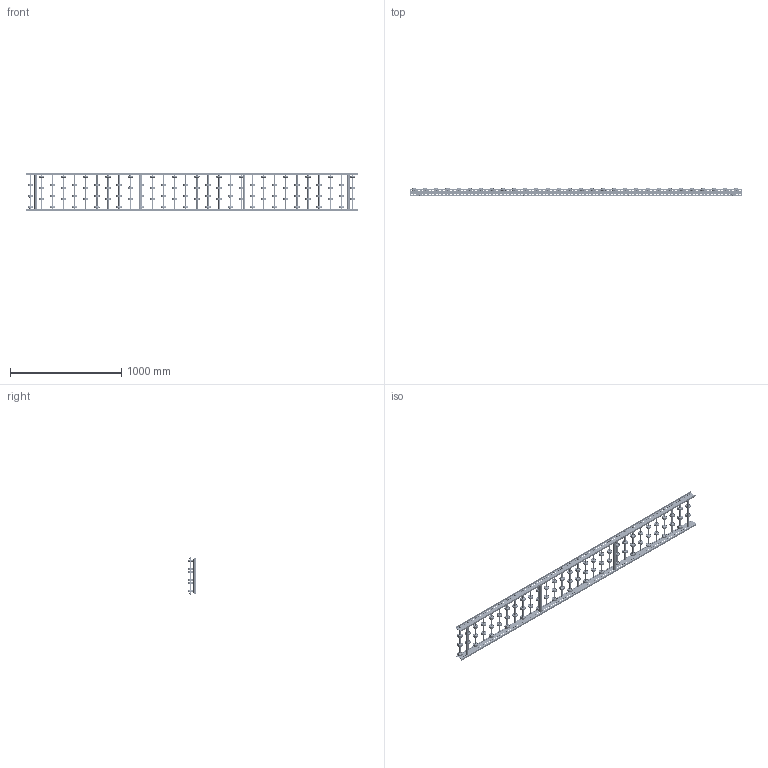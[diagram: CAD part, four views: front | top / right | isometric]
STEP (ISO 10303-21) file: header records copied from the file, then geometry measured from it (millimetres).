
FILE_DESCRIPTION (( 'STEP AP214' ), '1' );
FILE_NAME ('0052287.step', '2021-10-26T13:20:18', ( '' ), ( '' ), 'SwSTEP 2.0', 'SolidWorks 2020', '' );
FILE_SCHEMA (( 'AUTOMOTIVE_DESIGN' ));
Length unit declared in the file: millimetre
Products named in the file (9): Profil_LRB-20x70x20x2_KFG_S109080_U-PROFIL-20-70-20-2-LRB-L=2987,5; Röllchenachse-für-Konfiguration_EL300; S106837_Gewindestange-M8-KFG_L320; 0052287; S100994_Sperrzahnschraube_M08x16-8.8-A2K; Traversen_KFG_L300; 0046278_KB-ROHR-12X1,75mm_KFG_L76; Hutmutter_DIN_1587_M8; 0011532_2300-48-8
Assembly tree (111 placements, depth 3):
  0052287
    Profil_LRB-20x70x20x2_KFG_S109080_U-PROFIL-20-70-20-2-LRB-L=2987,5  x2
    S100994_Sperrzahnschraube_M08x16-8.8-A2K  x8
    Traversen_KFG_L300  x4
    Röllchenachse-für-Konfiguration_EL300  x30
      S106837_Gewindestange-M8-KFG_L320
      0011532_2300-48-8
      0046278_KB-ROHR-12X1,75mm_KFG_L76
    Hutmutter_DIN_1587_M8  x60
Bounding box: 2987.5 x 78.98 x 340 mm (x, y, z)
Volume: 3898846.3 mm3; surface area: 3042330.7 mm2
Topology: 292 solids, 292 shells, 11082 faces, 24560 edges, 14784 vertices
Faces by surface type: cylinder 4280, torus 2912, cone 1916, plane 1914, bspline 60
Entity records: 42354 total; most frequent: DIRECTION 7863, CARTESIAN_POINT 7115, ORIENTED_EDGE 6552, AXIS2_PLACEMENT_3D 3398, EDGE_CURVE 3276, VERTEX_POINT 2154, EDGE_LOOP 2130, CIRCLE 2129
